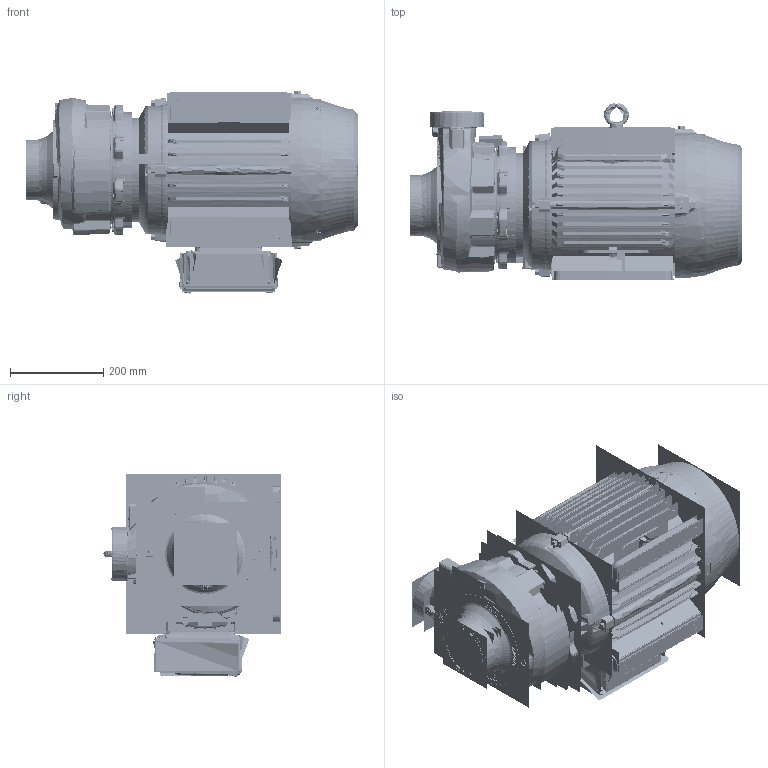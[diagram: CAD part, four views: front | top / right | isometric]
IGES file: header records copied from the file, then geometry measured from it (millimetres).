
Start section:  PTC IGES file: 87233609-00_ir3_asm.igs
Global section: file name: 87233609-00_ir3_asm.igs; native system: Creo Parametric by PTC Inc.; preprocessor: 2019224; author: olivf03; organization: Unknown; date: 20200221.145403; units: millimetre
Bounding box: 713.22 x 382.2 x 436.43 mm (x, y, z)
Volume: 97975392.7 mm3; surface area: 37084818.4 mm2
Topology: 7 solids, 23 shells, 11034 faces, 65049 edges, 88202 vertices
Faces by surface type: bspline 7482, revolution 3532, extrusion 20
